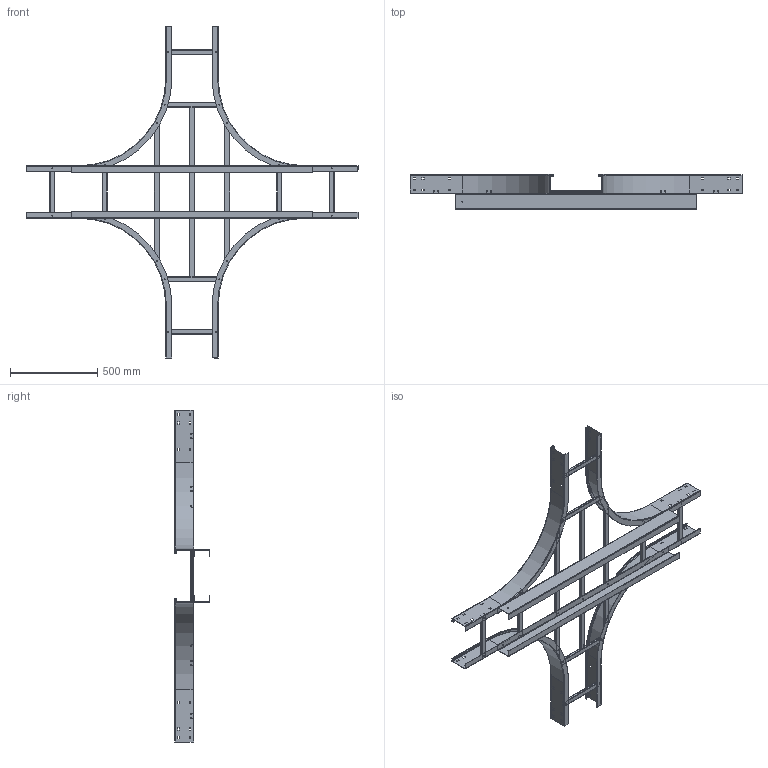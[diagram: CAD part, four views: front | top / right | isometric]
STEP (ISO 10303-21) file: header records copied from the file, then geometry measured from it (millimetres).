
FILE_DESCRIPTION((''),'2;1');
FILE_NAME('ASM0001_ASM','2013-01-11T',('AndreasKeweloh'),(''),'PRO/ENGINEER BY PARAMETRIC TECHNOLOGY CORPORATION, 2012230','PRO/ENGINEER BY PARAMETRIC TECHNOLOGY CORPORATION, 2012230','');
FILE_SCHEMA(('CONFIG_CONTROL_DESIGN'));
Length unit declared in the file: millimetre
Products named in the file (14): KTS_05_018-027_L_970; KTS_05_018-026_L_890-18868; KTS_05_018-026_L_890-18867; KTS_05_018-023_L_345-18864; KTS_05_018-023_L_345-18866; KTS_05_018-023_L_345-18865; KTS_05_018-012_L_295_; KTS_05_012-045-1580_L_138-18862; KTS_05_012-045-1580_L_138-18861; KTS_05_012-076-18860; KTS_05_012-076-18859; KTS_05_012-076-18858; KTS_05_012-076-18857; ASM0001_ASM
Assembly tree (17 placements, depth 2):
  ASM0001_ASM
    KTS_05_018-027_L_970
    KTS_05_018-026_L_890-18868
    KTS_05_018-026_L_890-18867
    KTS_05_018-023_L_345-18864  x2
    KTS_05_018-023_L_345-18866
    KTS_05_018-023_L_345-18865
    KTS_05_018-012_L_295_  x4
    KTS_05_012-045-1580_L_138-18862
    KTS_05_012-045-1580_L_138-18861
    KTS_05_012-076-18860
    KTS_05_012-076-18859
    KTS_05_012-076-18858
    KTS_05_012-076-18857
Bounding box: 1900 x 200 x 1900 mm (x, y, z)
Volume: 3445123.8 mm3; surface area: 3449976.9 mm2
Topology: 17 solids, 17 shells, 1038 faces, 2718 edges, 1714 vertices
Faces by surface type: plane 586, cylinder 428, torus 24
Entity records: 28702 total; most frequent: CARTESIAN_POINT 5054, DIRECTION 4998, ORIENTED_EDGE 4820, EDGE_CURVE 2410, AXIS2_PLACEMENT_3D 1707, VECTOR 1584, LINE 1584, VERTEX_POINT 1546
